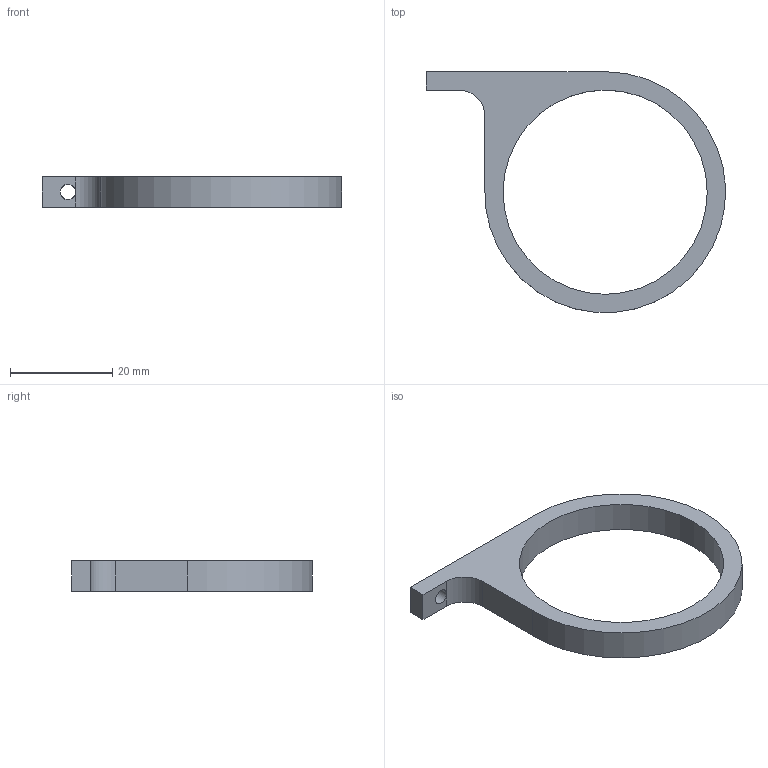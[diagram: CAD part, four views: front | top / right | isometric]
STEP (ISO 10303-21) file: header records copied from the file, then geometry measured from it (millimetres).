
FILE_DESCRIPTION((' '),'2;1');
FILE_NAME('VInterf_c.stp','2014-03-09T15:36:20',(' '),(' '),' ','ACIS',' ');
FILE_SCHEMA(('CONFIG_CONTROL_DESIGN'));
Length unit declared in the file: millimetre
Products named in the file (1): VInterf_c.stp
Bounding box: 58.58 x 47.12 x 6 mm (x, y, z)
Volume: 3927.1 mm3; surface area: 3165.8 mm2
Topology: 1 solids, 1 shells, 10 faces, 27 edges, 18 vertices
Faces by surface type: plane 6, cylinder 4
Full cylindrical faces by diameter (mm): 3 x1, 40 x1
Entity records: 422 total; most frequent: CARTESIAN_POINT 61, DIRECTION 53, ORIENTED_EDGE 48, EDGE_CURVE 24, AXIS2_PLACEMENT_3D 19, VERTEX_POINT 17, EDGE_LOOP 15, VECTOR 15
